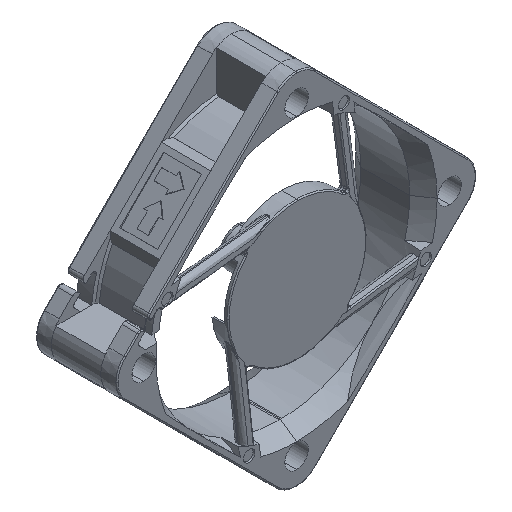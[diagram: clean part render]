
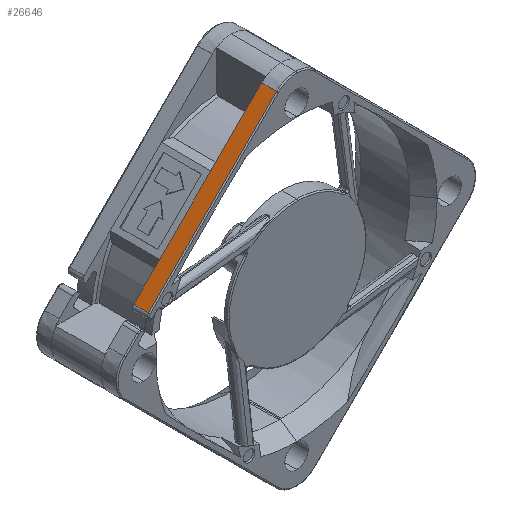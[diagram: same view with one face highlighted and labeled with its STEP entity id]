
A CAD part, isometric view. The second image highlights one B-rep face of the part: STEP entity #26646.
In plain terms, the highlighted planar face has unit normal (-0.707, -0.018, 0.707).
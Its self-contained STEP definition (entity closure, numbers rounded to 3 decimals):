
#197 = VECTOR ( 'NONE', #24663, 1000. ) ;
#350 = EDGE_CURVE ( 'NONE', #18468, #5291, #25521, .T. ) ;
#1189 = ORIENTED_EDGE ( 'NONE', *, *, #18638, .F. ) ;
#2299 = AXIS2_PLACEMENT_3D ( 'NONE', #5899, #10115, #12454 ) ;
#2652 = CARTESIAN_POINT ( 'NONE',  ( -12.94, 0., 72.191 ) ) ;
#3195 = VECTOR ( 'NONE', #22172, 1000. ) ;
#3560 = DIRECTION ( 'NONE',  ( -0.707, 0., -0.707 ) ) ;
#3680 = CARTESIAN_POINT ( 'NONE',  ( -12.94, 0., 72.191 ) ) ;
#5133 = CARTESIAN_POINT ( 'NONE',  ( -27.172, -2.728, 57.892 ) ) ;
#5291 = VERTEX_POINT ( 'NONE', #11547 ) ;
#5330 = DIRECTION ( 'NONE',  ( -0.707, 0., -0.707 ) ) ;
#5644 = VERTEX_POINT ( 'NONE', #17365 ) ;
#5899 = CARTESIAN_POINT ( 'NONE',  ( -27.206, 0., 57.925 ) ) ;
#6947 = DIRECTION ( 'NONE',  ( -0.707, 0., -0.707 ) ) ;
#7025 = EDGE_LOOP ( 'NONE', ( #11018, #10392, #21172, #1189, #7469, #11608 ) ) ;
#7288 = VECTOR ( 'NONE', #3560, 1000. ) ;
#7313 = VERTEX_POINT ( 'NONE', #16621 ) ;
#7469 = ORIENTED_EDGE ( 'NONE', *, *, #19734, .F. ) ;
#7626 = VERTEX_POINT ( 'NONE', #3680 ) ;
#8355 = LINE ( 'NONE', #22738, #18423 ) ;
#10115 = DIRECTION ( 'NONE',  ( -0.707, -0.017, 0.707 ) ) ;
#10392 = ORIENTED_EDGE ( 'NONE', *, *, #27771, .T. ) ;
#11018 = ORIENTED_EDGE ( 'NONE', *, *, #15023, .T. ) ;
#11547 = CARTESIAN_POINT ( 'NONE',  ( -27.172, -2.728, 57.892 ) ) ;
#11608 = ORIENTED_EDGE ( 'NONE', *, *, #25903, .T. ) ;
#12424 = VECTOR ( 'NONE', #24138, 1000. ) ;
#12454 = DIRECTION ( 'NONE',  ( -0.025, 1., 0. ) ) ;
#13087 = CARTESIAN_POINT ( 'NONE',  ( -27.206, 0., 57.925 ) ) ;
#15023 = EDGE_CURVE ( 'NONE', #7626, #5644, #19359, .T. ) ;
#15926 = LINE ( 'NONE', #5133, #197 ) ;
#16466 = CARTESIAN_POINT ( 'NONE',  ( -31.82, 0., 53.312 ) ) ;
#16621 = CARTESIAN_POINT ( 'NONE',  ( -3.536, 0., 81.596 ) ) ;
#17365 = CARTESIAN_POINT ( 'NONE',  ( -22.415, 0., 62.716 ) ) ;
#18256 = CARTESIAN_POINT ( 'NONE',  ( -3.502, -2.728, 81.562 ) ) ;
#18423 = VECTOR ( 'NONE', #5330, 1000. ) ;
#18468 = VERTEX_POINT ( 'NONE', #19666 ) ;
#18638 = EDGE_CURVE ( 'NONE', #21412, #5291, #15926, .T. ) ;
#18936 = LINE ( 'NONE', #18256, #3195 ) ;
#19359 = LINE ( 'NONE', #16466, #7288 ) ;
#19666 = CARTESIAN_POINT ( 'NONE',  ( -27.206, 0., 57.925 ) ) ;
#19734 = EDGE_CURVE ( 'NONE', #7313, #21412, #18936, .T. ) ;
#21172 = ORIENTED_EDGE ( 'NONE', *, *, #350, .T. ) ;
#21412 = VERTEX_POINT ( 'NONE', #24868 ) ;
#22172 = DIRECTION ( 'NONE',  ( 0.012, -1., -0.012 ) ) ;
#22738 = CARTESIAN_POINT ( 'NONE',  ( -27.206, 0., 57.925 ) ) ;
#23140 = VECTOR ( 'NONE', #6947, 1000. ) ;
#24138 = DIRECTION ( 'NONE',  ( 0.012, -1., -0.012 ) ) ;
#24475 = LINE ( 'NONE', #2652, #23140 ) ;
#24663 = DIRECTION ( 'NONE',  ( -0.707, 0., -0.707 ) ) ;
#24868 = CARTESIAN_POINT ( 'NONE',  ( -3.502, -2.728, 81.562 ) ) ;
#25279 = PLANE ( 'NONE',  #2299 ) ;
#25521 = LINE ( 'NONE', #13087, #12424 ) ;
#25903 = EDGE_CURVE ( 'NONE', #7313, #7626, #24475, .T. ) ;
#26480 = FACE_OUTER_BOUND ( 'NONE', #7025, .T. ) ;
#26646 = ADVANCED_FACE ( 'NONE', ( #26480 ), #25279, .T. ) ;
#27771 = EDGE_CURVE ( 'NONE', #5644, #18468, #8355, .T. ) ;
